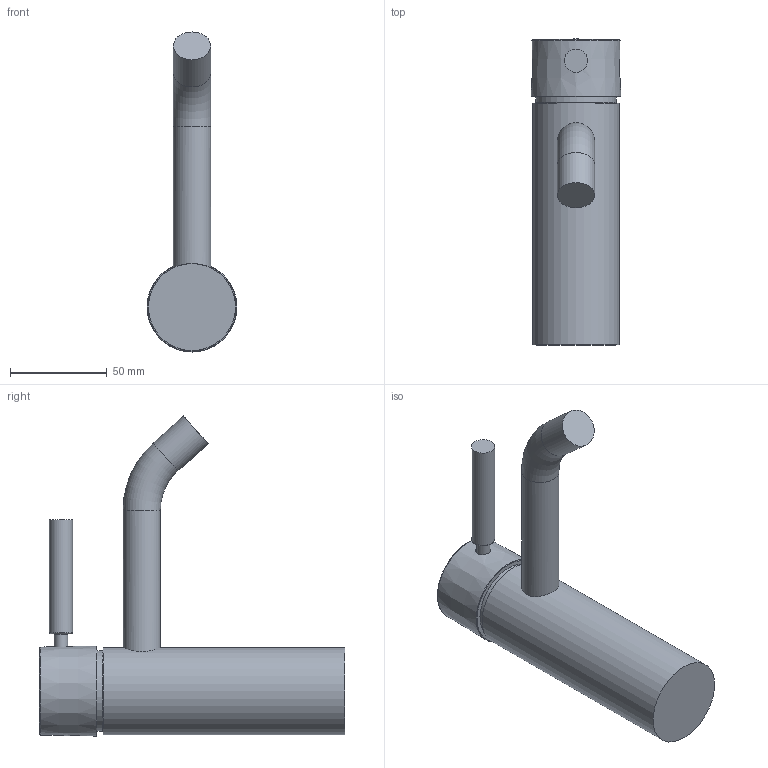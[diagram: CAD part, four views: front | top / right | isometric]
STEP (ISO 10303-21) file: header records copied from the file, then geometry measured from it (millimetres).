
FILE_DESCRIPTION (( 'STEP AP203' ), '1' );
FILE_NAME ('33522660.STEP', '2019-07-23T08:48:55', ( '' ), ( '' ), 'SwSTEP 2.0', 'SolidWorks 2017', '' );
FILE_SCHEMA (( 'CONFIG_CONTROL_DESIGN' ));
Length unit declared in the file: millimetre
Products named in the file (7): Planungsmodell_Rohr_gerade-+-28.568.780-10_ _K336_125x45; 33522660; Planungsmodell_Auslauf-+-09.11.06.207.90; Planungsmodell_Haube-+-09.28.30.041.90-01; Planungsmodell_Hebel Unterteil-+-09.20.66.002-01_K1; Planungsmodell_Griff Hebel-+-09.20.66.001-01; Planungsmodell_Stopfen-+-09.31.20.109.90-01
Assembly tree (6 placements, depth 2):
  33522660
    Planungsmodell_Auslauf-+-09.11.06.207.90
    Planungsmodell_Haube-+-09.28.30.041.90-01
    Planungsmodell_Hebel Unterteil-+-09.20.66.002-01_K1
    Planungsmodell_Griff Hebel-+-09.20.66.001-01
    Planungsmodell_Stopfen-+-09.31.20.109.90-01
    Planungsmodell_Rohr_gerade-+-28.568.780-10_ _K336_125x45
Bounding box: 46.49 x 158.11 x 165.42 mm (x, y, z)
Volume: 309376.5 mm3; surface area: 43326.7 mm2
Topology: 6 solids, 6 shells, 37 faces, 59 edges, 38 vertices
Faces by surface type: plane 13, cylinder 11, torus 8, sphere 3, cone 2
Full cylindrical faces by diameter (mm): 5.9 x1, 6 x2, 7 x1, 7.7 x1, 12 x1, 19.3 x2, 41.6 x1, 45 x1
Entity records: 1639 total; most frequent: CARTESIAN_POINT 331, DIRECTION 148, AXIS2_PLACEMENT_3D 74, ORIENTED_EDGE 62, EDGE_LOOP 62, PERSON_AND_ORGANIZATION 62, FACE_OUTER_BOUND 55, COORDINATED_UNIVERSAL_TIME_OFFSET 47
